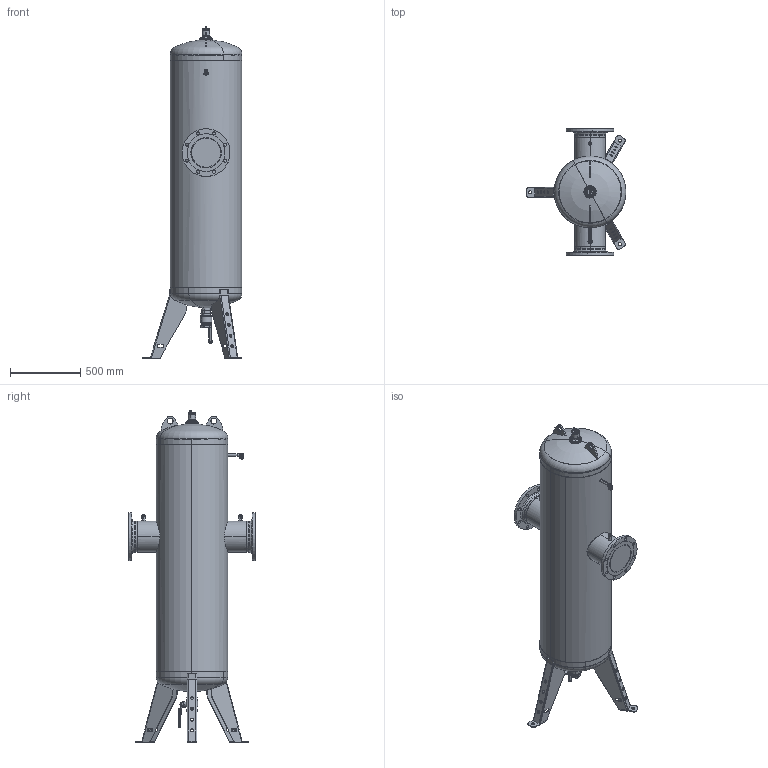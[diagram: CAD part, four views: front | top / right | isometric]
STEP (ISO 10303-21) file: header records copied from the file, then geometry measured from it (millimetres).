
FILE_DESCRIPTION(('CATIA V5 STEP Exchange'),'2;1');
FILE_NAME('STEP_546200_-_TST.stp','2019-07-01T16:50:12+00:00',('none'),('none'),'CATIA Version 5-6 Release 2016 SP4','CATIA V5 STEP AP203','none');
FILE_SCHEMA(('CONFIG_CONTROL_DESIGN'));
Length unit declared in the file: millimetre
Products named in the file (1): 546200 - TST
Bounding box: 708 x 900 x 2355.8 mm (x, y, z)
Volume: 58995970.4 mm3; surface area: 14244125.4 mm2
Topology: 44 solids, 44 shells, 2444 faces, 6076 edges, 3737 vertices
Faces by surface type: cylinder 1075, plane 627, torus 243, cone 235, bspline 199, sphere 60, revolution 5
Entity records: 84112 total; most frequent: CARTESIAN_POINT 33388, ORIENTED_EDGE 12080, DIRECTION 7442, EDGE_CURVE 6040, VERTEX_POINT 3737, AXIS2_PLACEMENT_3D 3686, EDGE_LOOP 2657, ADVANCED_FACE 2444
